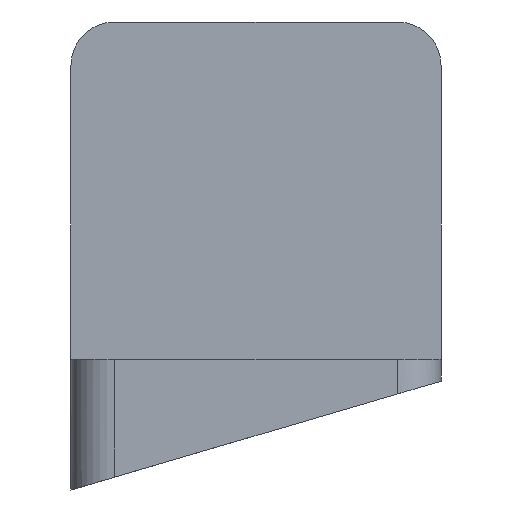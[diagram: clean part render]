
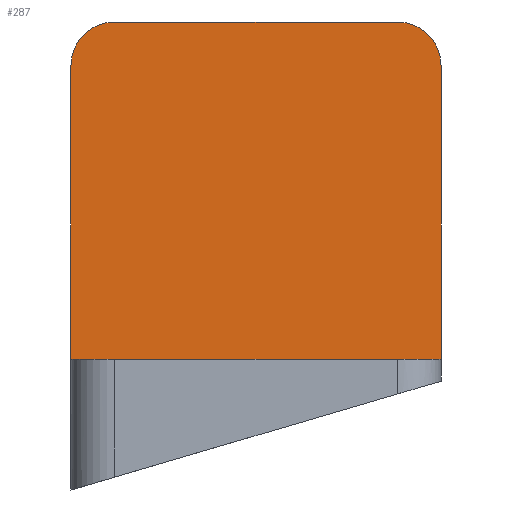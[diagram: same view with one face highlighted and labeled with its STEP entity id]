
A CAD part, front view. The second image highlights one B-rep face of the part: STEP entity #287.
In plain terms, the highlighted planar face has unit normal (0, -1, 0).
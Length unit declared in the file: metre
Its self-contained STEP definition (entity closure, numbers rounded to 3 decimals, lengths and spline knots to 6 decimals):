
#22=CIRCLE('',#317,0.002);
#23=CIRCLE('',#318,0.002);
#38=ORIENTED_EDGE('',*,*,#122,.F.);
#39=ORIENTED_EDGE('',*,*,#123,.T.);
#40=ORIENTED_EDGE('',*,*,#124,.T.);
#41=ORIENTED_EDGE('',*,*,#125,.T.);
#42=ORIENTED_EDGE('',*,*,#114,.T.);
#43=ORIENTED_EDGE('',*,*,#126,.F.);
#114=EDGE_CURVE('',#156,#157,#184,.T.);
#122=EDGE_CURVE('',#164,#165,#192,.T.);
#123=EDGE_CURVE('',#164,#166,#22,.T.);
#124=EDGE_CURVE('',#166,#167,#193,.T.);
#125=EDGE_CURVE('',#167,#156,#23,.T.);
#126=EDGE_CURVE('',#165,#157,#194,.T.);
#156=VERTEX_POINT('',#434);
#157=VERTEX_POINT('',#435);
#164=VERTEX_POINT('',#451);
#165=VERTEX_POINT('',#452);
#166=VERTEX_POINT('',#454);
#167=VERTEX_POINT('',#456);
#184=LINE('',#433,#214);
#192=LINE('',#450,#222);
#193=LINE('',#455,#223);
#194=LINE('',#458,#224);
#214=VECTOR('',#347,1.);
#222=VECTOR('',#357,1.);
#223=VECTOR('',#360,1.);
#224=VECTOR('',#363,1.);
#245=EDGE_LOOP('',(#38,#39,#40,#41,#42,#43));
#261=FACE_BOUND('',#245,.T.);
#277=PLANE('',#316);
#287=ADVANCED_FACE('',(#261),#277,.T.);
#316=AXIS2_PLACEMENT_3D('',#449,#355,#356);
#317=AXIS2_PLACEMENT_3D('',#453,#358,#359);
#318=AXIS2_PLACEMENT_3D('',#457,#361,#362);
#347=DIRECTION('',(0.,0.,-1.));
#355=DIRECTION('',(0.,-1.,0.));
#356=DIRECTION('',(1.,0.,0.));
#357=DIRECTION('',(0.,0.,-1.));
#358=DIRECTION('',(0.,-1.,0.));
#359=DIRECTION('',(1.,0.,0.));
#360=DIRECTION('',(-1.,0.,0.));
#361=DIRECTION('',(0.,-1.,0.));
#362=DIRECTION('',(1.,0.,0.));
#363=DIRECTION('',(-1.,0.,0.));
#433=CARTESIAN_POINT('',(-0.006962,0.005491,0.0155));
#434=CARTESIAN_POINT('',(-0.006962,0.005491,0.0135));
#435=CARTESIAN_POINT('',(-0.006962,0.005491,0.));
#449=CARTESIAN_POINT('',(0.001538,0.005491,0.0155));
#450=CARTESIAN_POINT('',(0.010038,0.005491,0.0155));
#451=CARTESIAN_POINT('',(0.010038,0.005491,0.0135));
#452=CARTESIAN_POINT('',(0.010038,0.005491,0.));
#453=CARTESIAN_POINT('',(0.008038,0.005491,0.0135));
#454=CARTESIAN_POINT('',(0.008038,0.005491,0.0155));
#455=CARTESIAN_POINT('',(0.001538,0.005491,0.0155));
#456=CARTESIAN_POINT('',(-0.004962,0.005491,0.0155));
#457=CARTESIAN_POINT('',(-0.004962,0.005491,0.0135));
#458=CARTESIAN_POINT('',(0.001538,0.005491,0.));
